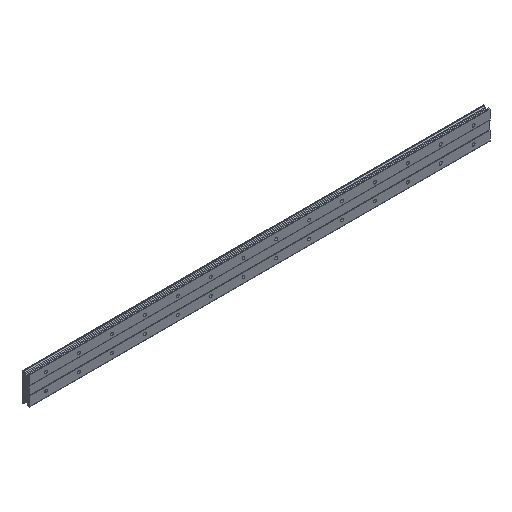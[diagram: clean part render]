
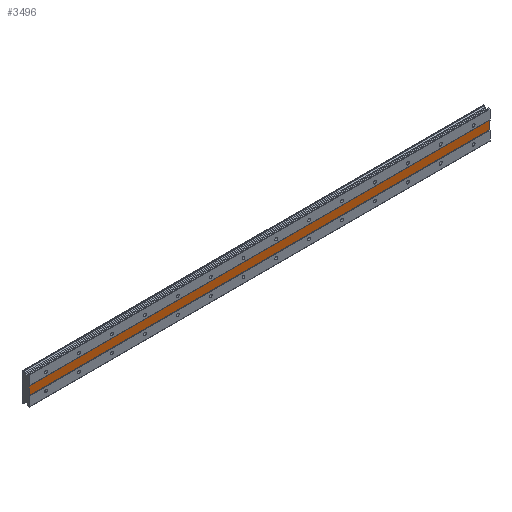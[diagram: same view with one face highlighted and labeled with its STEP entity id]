
A CAD part, isometric view. The second image highlights one B-rep face of the part: STEP entity #3496.
In plain terms, the highlighted planar face has unit normal (0, -1, 0).
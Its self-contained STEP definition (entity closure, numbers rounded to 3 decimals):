
#150 = DIRECTION ( 'NONE',  ( 1., 0., 0. ) ) ;
#312 = AXIS2_PLACEMENT_3D ( 'NONE', #4024, #3653, #4543 ) ;
#486 = ORIENTED_EDGE ( 'NONE', *, *, #2570, .F. ) ;
#783 = ORIENTED_EDGE ( 'NONE', *, *, #1150, .T. ) ;
#921 = CARTESIAN_POINT ( 'NONE',  ( 1080., 1., 34.482 ) ) ;
#955 = EDGE_LOOP ( 'NONE', ( #783, #486, #4245, #3862 ) ) ;
#1037 = VERTEX_POINT ( 'NONE', #4256 ) ;
#1090 = VECTOR ( 'NONE', #5339, 1000. ) ;
#1150 = EDGE_CURVE ( 'NONE', #4695, #4794, #4304, .T. ) ;
#1191 = VECTOR ( 'NONE', #4609, 1000. ) ;
#1374 = CARTESIAN_POINT ( 'NONE',  ( -40., 1., -10. ) ) ;
#1460 = EDGE_CURVE ( 'NONE', #1037, #3924, #3897, .T. ) ;
#1596 = PLANE ( 'NONE',  #312 ) ;
#1783 = VECTOR ( 'NONE', #150, 1000. ) ;
#1940 = LINE ( 'NONE', #2389, #1090 ) ;
#2228 = EDGE_CURVE ( 'NONE', #1037, #4695, #1940, .T. ) ;
#2389 = CARTESIAN_POINT ( 'NONE',  ( -40., 1., 34.482 ) ) ;
#2570 = EDGE_CURVE ( 'NONE', #3924, #4794, #2622, .T. ) ;
#2622 = LINE ( 'NONE', #921, #1191 ) ;
#2690 = CARTESIAN_POINT ( 'NONE',  ( 1080., 1., -10. ) ) ;
#2694 = FACE_OUTER_BOUND ( 'NONE', #955, .T. ) ;
#3106 = DIRECTION ( 'NONE',  ( 1., 0., 0. ) ) ;
#3112 = CARTESIAN_POINT ( 'NONE',  ( 1080., 1., -10. ) ) ;
#3445 = VECTOR ( 'NONE', #3106, 1000. ) ;
#3496 = ADVANCED_FACE ( 'NONE', ( #2694 ), #1596, .F. ) ;
#3653 = DIRECTION ( 'NONE',  ( 0., 1., 0. ) ) ;
#3862 = ORIENTED_EDGE ( 'NONE', *, *, #2228, .T. ) ;
#3897 = LINE ( 'NONE', #5080, #3445 ) ;
#3924 = VERTEX_POINT ( 'NONE', #4110 ) ;
#4024 = CARTESIAN_POINT ( 'NONE',  ( 1080., 1., 10. ) ) ;
#4110 = CARTESIAN_POINT ( 'NONE',  ( 1080., 1., 10. ) ) ;
#4245 = ORIENTED_EDGE ( 'NONE', *, *, #1460, .F. ) ;
#4256 = CARTESIAN_POINT ( 'NONE',  ( -40., 1., 10. ) ) ;
#4304 = LINE ( 'NONE', #3112, #1783 ) ;
#4543 = DIRECTION ( 'NONE',  ( 0., 0., 1. ) ) ;
#4609 = DIRECTION ( 'NONE',  ( 0., 0., -1. ) ) ;
#4695 = VERTEX_POINT ( 'NONE', #1374 ) ;
#4794 = VERTEX_POINT ( 'NONE', #2690 ) ;
#5080 = CARTESIAN_POINT ( 'NONE',  ( 1080., 1., 10. ) ) ;
#5339 = DIRECTION ( 'NONE',  ( 0., 0., -1. ) ) ;
